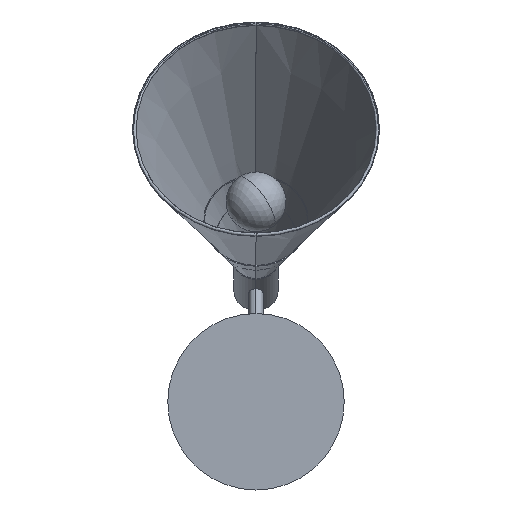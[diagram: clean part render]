
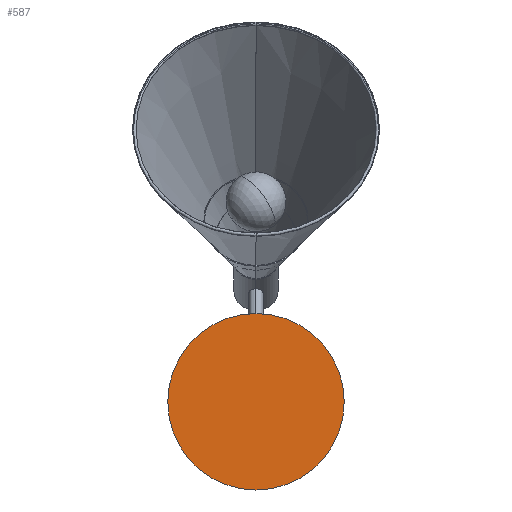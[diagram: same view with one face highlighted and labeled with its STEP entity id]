
A CAD part, front view. The second image highlights one B-rep face of the part: STEP entity #587.
In plain terms, the highlighted planar face has unit normal (0, -1, 0).
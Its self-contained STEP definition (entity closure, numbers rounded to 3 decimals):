
#20 = DIRECTION ( 'NONE',  ( 0., 1., 0. ) ) ;
#122 = CIRCLE ( 'NONE', #450, 100. ) ;
#138 = AXIS2_PLACEMENT_3D ( 'NONE', #615, #20, #852 ) ;
#200 = FACE_OUTER_BOUND ( 'NONE', #797, .T. ) ;
#288 = VERTEX_POINT ( 'NONE', #1030 ) ;
#320 = VERTEX_POINT ( 'NONE', #513 ) ;
#361 = CIRCLE ( 'NONE', #679, 100. ) ;
#450 = AXIS2_PLACEMENT_3D ( 'NONE', #787, #602, #1009 ) ;
#461 = ORIENTED_EDGE ( 'NONE', *, *, #561, .F. ) ;
#464 = EDGE_CURVE ( 'NONE', #288, #320, #361, .T. ) ;
#513 = CARTESIAN_POINT ( 'NONE',  ( 0., 0., -100. ) ) ;
#561 = EDGE_CURVE ( 'NONE', #320, #288, #122, .T. ) ;
#587 = ADVANCED_FACE ( 'NONE', ( #200 ), #772, .F. ) ;
#602 = DIRECTION ( 'NONE',  ( 0., 1., 0. ) ) ;
#615 = CARTESIAN_POINT ( 'NONE',  ( 0., 0., 0. ) ) ;
#654 = DIRECTION ( 'NONE',  ( 0., 1., 0. ) ) ;
#679 = AXIS2_PLACEMENT_3D ( 'NONE', #747, #654, #977 ) ;
#747 = CARTESIAN_POINT ( 'NONE',  ( 0., 0., 0. ) ) ;
#772 = PLANE ( 'NONE',  #138 ) ;
#787 = CARTESIAN_POINT ( 'NONE',  ( 0., 0., 0. ) ) ;
#797 = EDGE_LOOP ( 'NONE', ( #461, #961 ) ) ;
#852 = DIRECTION ( 'NONE',  ( 0., 0., 1. ) ) ;
#961 = ORIENTED_EDGE ( 'NONE', *, *, #464, .F. ) ;
#977 = DIRECTION ( 'NONE',  ( 0., 0., 1. ) ) ;
#1009 = DIRECTION ( 'NONE',  ( 0., 0., 1. ) ) ;
#1030 = CARTESIAN_POINT ( 'NONE',  ( 0., 0., 100. ) ) ;
